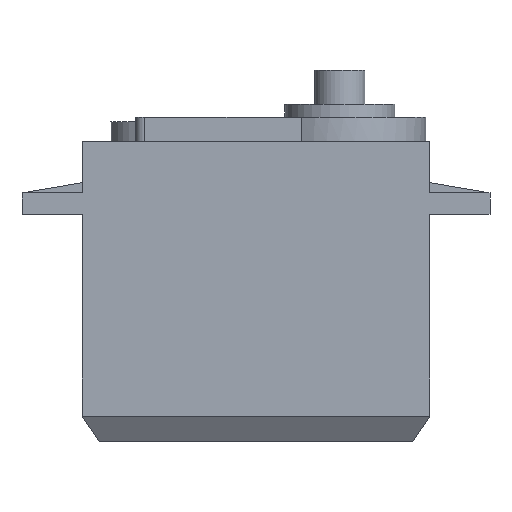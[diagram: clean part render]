
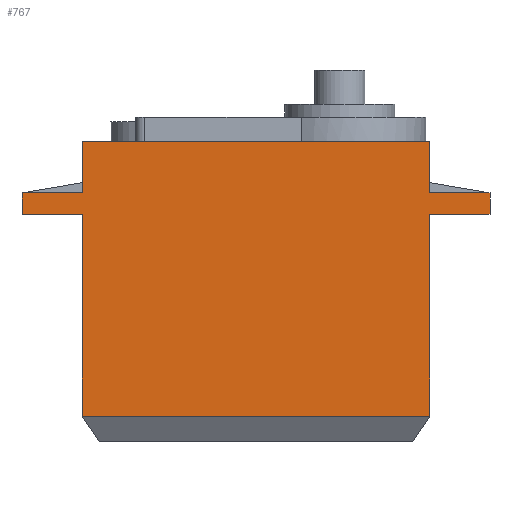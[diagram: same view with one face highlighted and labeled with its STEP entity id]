
A CAD part, front view. The second image highlights one B-rep face of the part: STEP entity #767.
In plain terms, the highlighted planar face has unit normal (0, -1, 0).
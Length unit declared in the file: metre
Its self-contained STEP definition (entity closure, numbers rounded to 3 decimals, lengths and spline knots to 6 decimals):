
#59=FACE_OUTER_BOUND('',#103,.T.);
#103=EDGE_LOOP('',(#528,#529,#530,#531,#532,#533,#534,#535,#536,#537,#538,
#539,#540));
#168=LINE('',#1151,#256);
#171=LINE('',#1157,#259);
#172=LINE('',#1158,#260);
#173=LINE('',#1160,#261);
#174=LINE('',#1162,#262);
#175=LINE('',#1164,#263);
#176=LINE('',#1166,#264);
#177=LINE('',#1168,#265);
#178=LINE('',#1170,#266);
#179=LINE('',#1172,#267);
#180=LINE('',#1174,#268);
#181=LINE('',#1176,#269);
#182=LINE('',#1177,#270);
#256=VECTOR('',#917,1.);
#259=VECTOR('',#922,1.);
#260=VECTOR('',#923,1.);
#261=VECTOR('',#924,1.);
#262=VECTOR('',#925,1.);
#263=VECTOR('',#926,1.);
#264=VECTOR('',#927,1.);
#265=VECTOR('',#928,1.);
#266=VECTOR('',#929,1.);
#267=VECTOR('',#930,1.);
#268=VECTOR('',#931,1.);
#269=VECTOR('',#932,1.);
#270=VECTOR('',#933,1.);
#344=VERTEX_POINT('',#1149);
#345=VERTEX_POINT('',#1150);
#346=VERTEX_POINT('',#1155);
#347=VERTEX_POINT('',#1156);
#348=VERTEX_POINT('',#1159);
#349=VERTEX_POINT('',#1161);
#350=VERTEX_POINT('',#1163);
#351=VERTEX_POINT('',#1165);
#352=VERTEX_POINT('',#1167);
#353=VERTEX_POINT('',#1169);
#354=VERTEX_POINT('',#1171);
#355=VERTEX_POINT('',#1173);
#356=VERTEX_POINT('',#1175);
#414=EDGE_CURVE('',#344,#345,#168,.T.);
#417=EDGE_CURVE('',#346,#347,#171,.T.);
#418=EDGE_CURVE('',#346,#344,#172,.T.);
#419=EDGE_CURVE('',#345,#348,#173,.T.);
#420=EDGE_CURVE('',#349,#348,#174,.T.);
#421=EDGE_CURVE('',#349,#350,#175,.T.);
#422=EDGE_CURVE('',#351,#350,#176,.T.);
#423=EDGE_CURVE('',#352,#351,#177,.T.);
#424=EDGE_CURVE('',#353,#352,#178,.T.);
#425=EDGE_CURVE('',#353,#354,#179,.T.);
#426=EDGE_CURVE('',#355,#354,#180,.T.);
#427=EDGE_CURVE('',#355,#356,#181,.T.);
#428=EDGE_CURVE('',#356,#347,#182,.T.);
#528=ORIENTED_EDGE('',*,*,#417,.F.);
#529=ORIENTED_EDGE('',*,*,#418,.T.);
#530=ORIENTED_EDGE('',*,*,#414,.T.);
#531=ORIENTED_EDGE('',*,*,#419,.T.);
#532=ORIENTED_EDGE('',*,*,#420,.F.);
#533=ORIENTED_EDGE('',*,*,#421,.T.);
#534=ORIENTED_EDGE('',*,*,#422,.F.);
#535=ORIENTED_EDGE('',*,*,#423,.F.);
#536=ORIENTED_EDGE('',*,*,#424,.F.);
#537=ORIENTED_EDGE('',*,*,#425,.T.);
#538=ORIENTED_EDGE('',*,*,#426,.F.);
#539=ORIENTED_EDGE('',*,*,#427,.T.);
#540=ORIENTED_EDGE('',*,*,#428,.T.);
#733=PLANE('',#834);
#767=ADVANCED_FACE('',(#59),#733,.F.);
#834=AXIS2_PLACEMENT_3D('',#1154,#920,#921);
#917=DIRECTION('',(0.,0.,1.));
#920=DIRECTION('center_axis',(0.,1.,0.));
#921=DIRECTION('ref_axis',(0.,0.,-1.));
#922=DIRECTION('',(0.,0.,1.));
#923=DIRECTION('',(1.,0.,0.));
#924=DIRECTION('',(1.,0.,0.));
#925=DIRECTION('',(0.,0.,-1.));
#926=DIRECTION('',(-1.,0.,0.));
#927=DIRECTION('',(0.,0.,-1.));
#928=DIRECTION('',(1.,0.,0.));
#929=DIRECTION('',(1.,0.,0.));
#930=DIRECTION('',(0.,0.,-1.));
#931=DIRECTION('',(1.,0.,0.));
#932=DIRECTION('',(0.,0.,-1.));
#933=DIRECTION('',(1.,0.,0.));
#1149=CARTESIAN_POINT('',(0.02025,-0.01,-0.0035));
#1150=CARTESIAN_POINT('',(0.02025,-0.01,0.02));
#1151=CARTESIAN_POINT('',(0.02025,-0.01,-0.0065));
#1154=CARTESIAN_POINT('Origin',(0.02025,-0.01,-0.0065));
#1155=CARTESIAN_POINT('',(-0.02025,-0.01,-0.0035));
#1156=CARTESIAN_POINT('',(-0.02025,-0.01,0.02));
#1157=CARTESIAN_POINT('',(-0.02025,-0.01,-0.0065));
#1158=CARTESIAN_POINT('',(0.02025,-0.01,-0.0035));
#1159=CARTESIAN_POINT('',(0.02725,-0.01,0.02));
#1160=CARTESIAN_POINT('',(-0.02025,-0.01,0.02));
#1161=CARTESIAN_POINT('',(0.02725,-0.01,0.0225));
#1162=CARTESIAN_POINT('',(0.02725,-0.01,0.02));
#1163=CARTESIAN_POINT('',(0.02025,-0.01,0.0225));
#1164=CARTESIAN_POINT('',(0.02725,-0.01,0.0225));
#1165=CARTESIAN_POINT('',(0.02025,-0.01,0.0285));
#1166=CARTESIAN_POINT('',(0.02025,-0.01,0.0285));
#1167=CARTESIAN_POINT('',(0.00975,-0.01,0.0285));
#1168=CARTESIAN_POINT('',(-0.02025,-0.01,0.0285));
#1169=CARTESIAN_POINT('',(-0.02025,-0.01,0.0285));
#1170=CARTESIAN_POINT('',(-0.02025,-0.01,0.0285));
#1171=CARTESIAN_POINT('',(-0.02025,-0.01,0.0225));
#1172=CARTESIAN_POINT('',(-0.02025,-0.01,0.0285));
#1173=CARTESIAN_POINT('',(-0.02725,-0.01,0.0225));
#1174=CARTESIAN_POINT('',(-0.02725,-0.01,0.0225));
#1175=CARTESIAN_POINT('',(-0.02725,-0.01,0.02));
#1176=CARTESIAN_POINT('',(-0.02725,-0.01,0.02));
#1177=CARTESIAN_POINT('',(-0.02025,-0.01,0.02));
